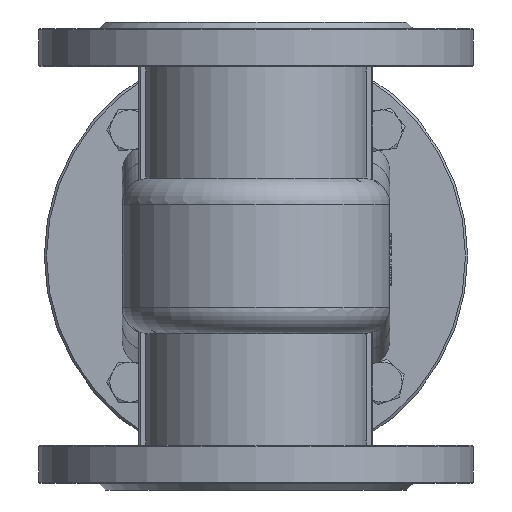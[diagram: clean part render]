
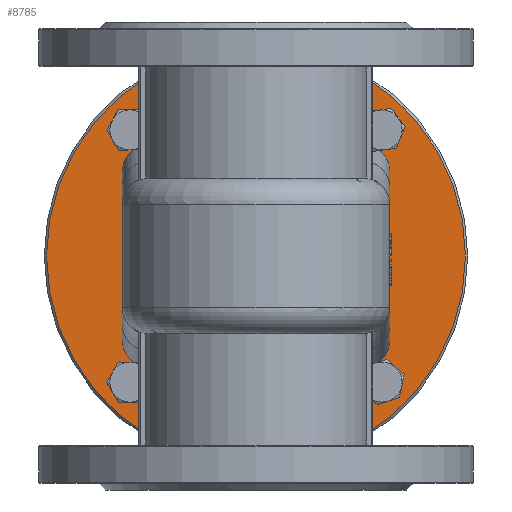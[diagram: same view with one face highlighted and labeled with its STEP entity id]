
A CAD part, front view. The second image highlights one B-rep face of the part: STEP entity #8785.
In plain terms, the highlighted planar face has unit normal (0, -1, 0).
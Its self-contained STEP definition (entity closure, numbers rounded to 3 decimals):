
#181=ELLIPSE('',#9714,12.369,12.);
#182=ELLIPSE('',#9715,12.369,12.);
#183=ELLIPSE('',#9716,12.369,12.);
#184=ELLIPSE('',#9717,12.369,12.);
#251=FACE_BOUND('',#2633,.T.);
#252=FACE_BOUND('',#2634,.T.);
#253=FACE_BOUND('',#2635,.T.);
#254=FACE_BOUND('',#2636,.T.);
#255=FACE_BOUND('',#2637,.T.);
#382=PLANE('',#9709);
#778=LINE('',#14763,#1376);
#779=LINE('',#14767,#1377);
#780=LINE('',#14771,#1378);
#781=LINE('',#14775,#1379);
#1376=VECTOR('',#11482,10.);
#1377=VECTOR('',#11485,10.);
#1378=VECTOR('',#11488,10.);
#1379=VECTOR('',#11491,10.);
#2098=FACE_OUTER_BOUND('',#2632,.T.);
#2632=EDGE_LOOP('',(#6839));
#2633=EDGE_LOOP('',(#6840));
#2634=EDGE_LOOP('',(#6841));
#2635=EDGE_LOOP('',(#6842));
#2636=EDGE_LOOP('',(#6843));
#2637=EDGE_LOOP('',(#6844,#6845,#6846,#6847,#6848,#6849,#6850,#6851));
#3362=CIRCLE('',#9708,94.);
#3363=CIRCLE('',#9710,6.);
#3364=CIRCLE('',#9711,6.);
#3365=CIRCLE('',#9712,6.);
#3366=CIRCLE('',#9713,6.);
#3923=VERTEX_POINT('',#14749);
#3924=VERTEX_POINT('',#14753);
#3925=VERTEX_POINT('',#14755);
#3926=VERTEX_POINT('',#14757);
#3927=VERTEX_POINT('',#14759);
#3928=VERTEX_POINT('',#14761);
#3929=VERTEX_POINT('',#14762);
#3930=VERTEX_POINT('',#14764);
#3931=VERTEX_POINT('',#14766);
#3932=VERTEX_POINT('',#14768);
#3933=VERTEX_POINT('',#14770);
#3934=VERTEX_POINT('',#14772);
#3935=VERTEX_POINT('',#14774);
#4945=EDGE_CURVE('',#3923,#3923,#3362,.T.);
#4946=EDGE_CURVE('',#3924,#3924,#3363,.T.);
#4947=EDGE_CURVE('',#3925,#3925,#3364,.T.);
#4948=EDGE_CURVE('',#3926,#3926,#3365,.T.);
#4949=EDGE_CURVE('',#3927,#3927,#3366,.T.);
#4950=EDGE_CURVE('',#3928,#3929,#778,.T.);
#4951=EDGE_CURVE('',#3929,#3930,#181,.T.);
#4952=EDGE_CURVE('',#3931,#3930,#779,.T.);
#4953=EDGE_CURVE('',#3932,#3931,#182,.T.);
#4954=EDGE_CURVE('',#3933,#3932,#780,.T.);
#4955=EDGE_CURVE('',#3934,#3933,#183,.T.);
#4956=EDGE_CURVE('',#3935,#3934,#781,.T.);
#4957=EDGE_CURVE('',#3935,#3928,#184,.T.);
#6839=ORIENTED_EDGE('',*,*,#4945,.F.);
#6840=ORIENTED_EDGE('',*,*,#4946,.F.);
#6841=ORIENTED_EDGE('',*,*,#4947,.F.);
#6842=ORIENTED_EDGE('',*,*,#4948,.F.);
#6843=ORIENTED_EDGE('',*,*,#4949,.F.);
#6844=ORIENTED_EDGE('',*,*,#4950,.T.);
#6845=ORIENTED_EDGE('',*,*,#4951,.T.);
#6846=ORIENTED_EDGE('',*,*,#4952,.F.);
#6847=ORIENTED_EDGE('',*,*,#4953,.F.);
#6848=ORIENTED_EDGE('',*,*,#4954,.F.);
#6849=ORIENTED_EDGE('',*,*,#4955,.F.);
#6850=ORIENTED_EDGE('',*,*,#4956,.F.);
#6851=ORIENTED_EDGE('',*,*,#4957,.T.);
#8785=ADVANCED_FACE('',(#2098,#251,#252,#253,#254,#255),#382,.F.);
#9708=AXIS2_PLACEMENT_3D('',#14751,#11470,#11471);
#9709=AXIS2_PLACEMENT_3D('',#14752,#11472,#11473);
#9710=AXIS2_PLACEMENT_3D('',#14754,#11474,#11475);
#9711=AXIS2_PLACEMENT_3D('',#14756,#11476,#11477);
#9712=AXIS2_PLACEMENT_3D('',#14758,#11478,#11479);
#9713=AXIS2_PLACEMENT_3D('',#14760,#11480,#11481);
#9714=AXIS2_PLACEMENT_3D('',#14765,#11483,#11484);
#9715=AXIS2_PLACEMENT_3D('',#14769,#11486,#11487);
#9716=AXIS2_PLACEMENT_3D('',#14773,#11489,#11490);
#9717=AXIS2_PLACEMENT_3D('',#14776,#11492,#11493);
#11470=DIRECTION('center_axis',(0.,1.,0.));
#11471=DIRECTION('ref_axis',(-1.,0.,0.));
#11472=DIRECTION('center_axis',(0.,1.,0.));
#11473=DIRECTION('ref_axis',(0.,0.,1.));
#11474=DIRECTION('center_axis',(0.,-1.,0.));
#11475=DIRECTION('ref_axis',(-1.,0.,0.));
#11476=DIRECTION('center_axis',(0.,-1.,0.));
#11477=DIRECTION('ref_axis',(-1.,0.,0.));
#11478=DIRECTION('center_axis',(0.,-1.,0.));
#11479=DIRECTION('ref_axis',(-1.,0.,0.));
#11480=DIRECTION('center_axis',(0.,-1.,0.));
#11481=DIRECTION('ref_axis',(-1.,0.,0.));
#11482=DIRECTION('',(1.,0.,0.));
#11483=DIRECTION('center_axis',(0.,1.,0.));
#11484=DIRECTION('ref_axis',(0.,0.,
1.));
#11485=DIRECTION('',(0.,0.,1.));
#11486=DIRECTION('center_axis',(0.,-1.,0.));
#11487=DIRECTION('ref_axis',(0.,0.,
-1.));
#11488=DIRECTION('',(1.,0.,0.));
#11489=DIRECTION('center_axis',(0.,-1.,0.));
#11490=DIRECTION('ref_axis',(0.,0.,
-1.));
#11491=DIRECTION('',(0.,0.,-1.));
#11492=DIRECTION('center_axis',(0.,1.,0.));
#11493=DIRECTION('ref_axis',(0.,0.,
1.));
#14749=CARTESIAN_POINT('',(94.,130.,105.));
#14751=CARTESIAN_POINT('Origin',(0.,130.,105.));
#14752=CARTESIAN_POINT('Origin',(0.,130.,105.));
#14753=CARTESIAN_POINT('',(62.569,130.,48.431));
#14754=CARTESIAN_POINT('Origin',(56.569,130.,48.431));
#14755=CARTESIAN_POINT('',(-50.569,130.,48.431));
#14756=CARTESIAN_POINT('Origin',(-56.569,130.,48.431));
#14757=CARTESIAN_POINT('',(-50.569,130.,161.569));
#14758=CARTESIAN_POINT('Origin',(-56.569,130.,161.569));
#14759=CARTESIAN_POINT('',(62.569,130.,161.569));
#14760=CARTESIAN_POINT('Origin',(56.569,130.,161.569));
#14761=CARTESIAN_POINT('',(-48.,130.,155.));
#14762=CARTESIAN_POINT('',(48.,130.,155.));
#14763=CARTESIAN_POINT('',(0.,130.,155.));
#14764=CARTESIAN_POINT('',(60.,130.,142.631));
#14765=CARTESIAN_POINT('Origin',(48.,130.,142.631));
#14766=CARTESIAN_POINT('',(60.,130.,67.369));
#14767=CARTESIAN_POINT('',(60.,130.,105.));
#14768=CARTESIAN_POINT('',(48.,130.,55.));
#14769=CARTESIAN_POINT('Origin',(48.,130.,67.369));
#14770=CARTESIAN_POINT('',(-48.,130.,55.));
#14771=CARTESIAN_POINT('',(0.,130.,55.));
#14772=CARTESIAN_POINT('',(-60.,130.,67.369));
#14773=CARTESIAN_POINT('Origin',(-48.,130.,67.369));
#14774=CARTESIAN_POINT('',(-60.,130.,142.631));
#14775=CARTESIAN_POINT('',(-60.,130.,105.));
#14776=CARTESIAN_POINT('Origin',(-48.,130.,142.631));
